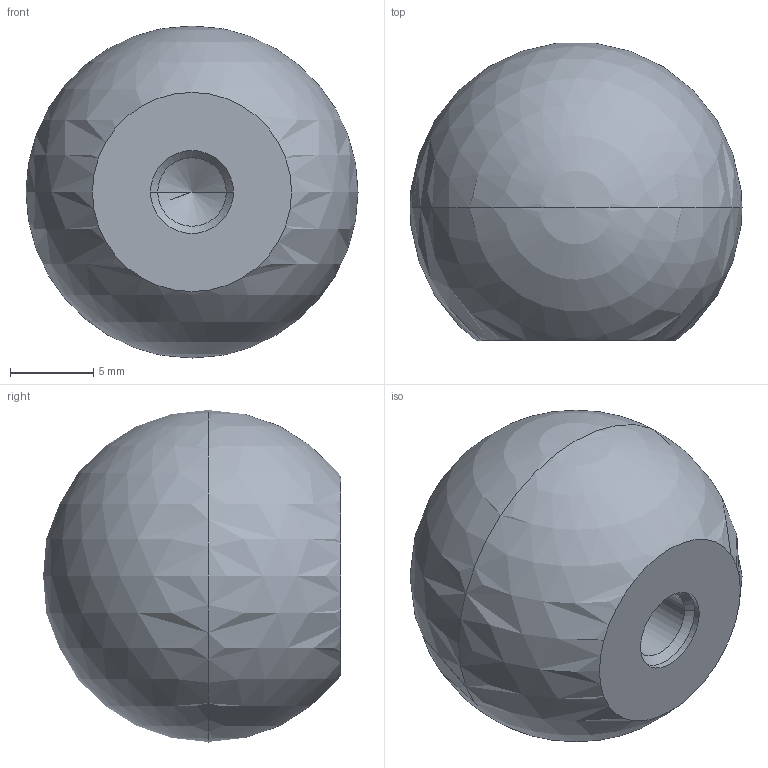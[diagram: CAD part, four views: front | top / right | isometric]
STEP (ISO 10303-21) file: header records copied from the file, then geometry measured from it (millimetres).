
FILE_DESCRIPTION(('STEP AP214'),'1');
FILE_NAME('haldern_eh_24561_0120.stp','2014-09-17T11:41:08',('TraceParts'),('TraceParts S.A.'),'XStep 1.0',' ',' ');
FILE_SCHEMA(('automotive_design'));
Length unit declared in the file: millimetre
Products named in the file (1): 1
Bounding box: 20 x 17.94 x 20 mm (x, y, z)
Volume: 3916.1 mm3; surface area: 1393.8 mm2
Topology: 1 solids, 1 shells, 16 faces, 36 edges, 19 vertices
Faces by surface type: cylinder 6, cone 6, sphere 2, plane 2
Entity records: 797 total; most frequent: DIRECTION 82, CARTESIAN_POINT 66, STYLED_ITEM 65, PRESENTATION_STYLE_ASSIGNMENT 65, COLOUR_RGB 65, ORIENTED_EDGE 60, AXIS2_PLACEMENT_3D 35, EDGE_CURVE 30
